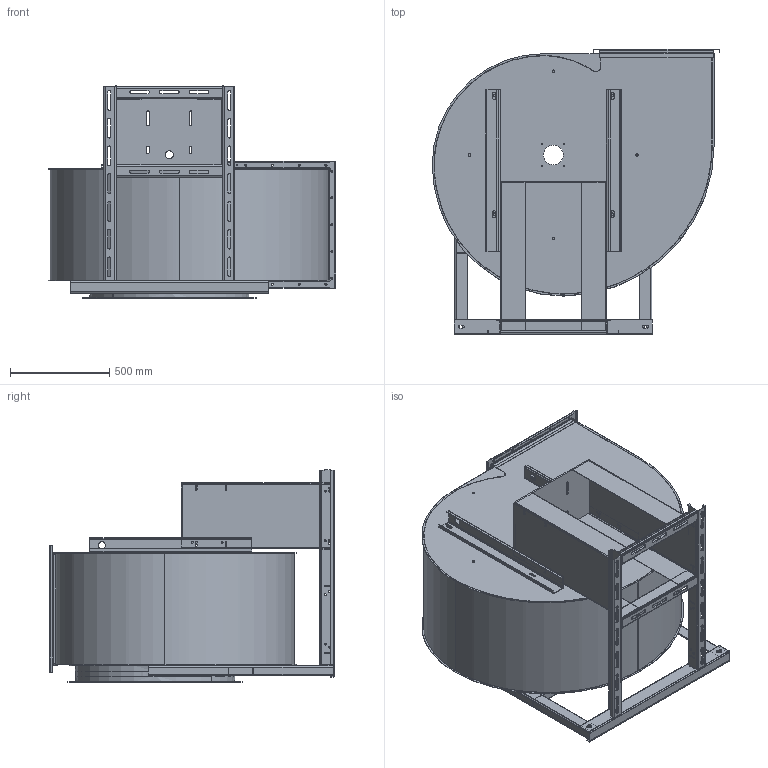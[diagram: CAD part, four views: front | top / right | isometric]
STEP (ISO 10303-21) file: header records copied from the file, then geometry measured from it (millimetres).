
FILE_DESCRIPTION(('STEP AP203'), '1');
FILE_NAME('BP 80-70-8', '', ('UNSPECIFIED'), ('UNSPECIFIED'), 'ASCON STEP Converter 1.3', 'ASCON Math Kernel', '');
FILE_SCHEMA(('CONFIG_CONTROL_DESIGN'));
Length unit declared in the file: millimetre
Products named in the file (1): 覆 80-70-8
Bounding box: 1450.5 x 1439.5 x 1072.5 mm (x, y, z)
Volume: 23961313.7 mm3; surface area: 19093391.3 mm2
Topology: 18 solids, 18 shells, 1716 faces, 4902 edges, 3072 vertices
Faces by surface type: plane 920, cylinder 490, bspline 300, torus 4, cone 2
Full cylindrical faces by diameter (mm): 5 x4, 8.5 x16, 9.3 x56, 10.5 x44, 12.5 x8, 13 x8, 36 x2, 40 x1, 100 x1, 220 x1, 543 x1, 546 x1, 563.4 x1, 568.4 x1, 797 x1, 800 x2, 811 x1, 820 x1, 860 x1, 880 x1
Entity records: 74140 total; most frequent: CARTESIAN_POINT 16345, ORIENTED_EDGE 9488, DIRECTION 8108, EDGE_CURVE 4744, VERTEX_POINT 3072, LINE 2982, VECTOR 2982, AXIS2_PLACEMENT_3D 2563
